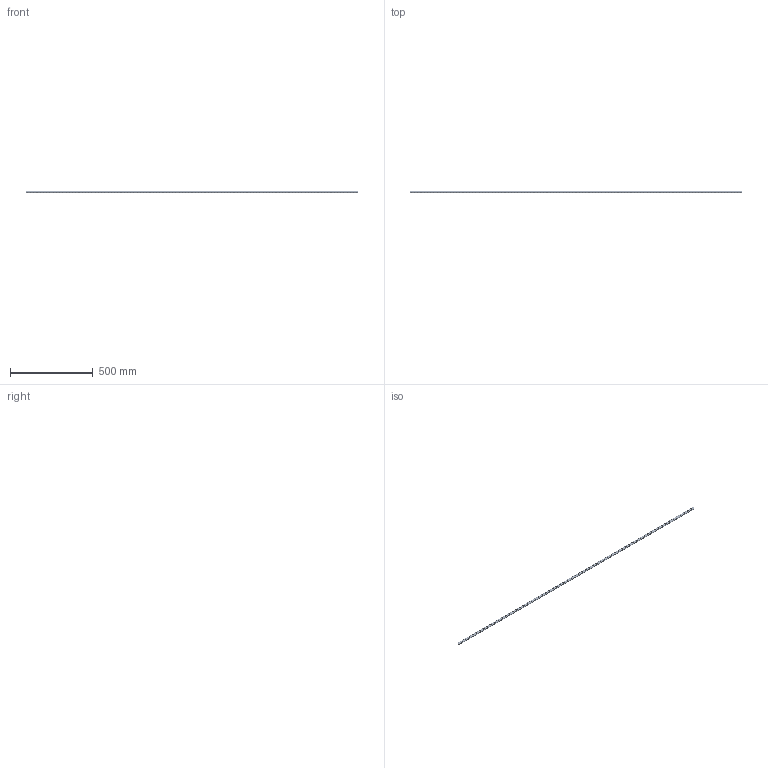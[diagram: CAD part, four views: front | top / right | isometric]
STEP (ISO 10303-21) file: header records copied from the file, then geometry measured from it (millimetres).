
FILE_DESCRIPTION (( 'STEP AP214' ), '1' );
FILE_NAME ('CTG20-16-K04-050 Òðóáà ãîôð. ÏÍÄ d16 ñ çîíäîì îðàíæåâàÿ (50 ì) IEK.STEP', '2017-11-17T06:16:23', ( '' ), ( '' ), 'SwSTEP 2.0', 'SolidWorks 2014', '' );
FILE_SCHEMA (( 'AUTOMOTIVE_DESIGN' ));
Length unit declared in the file: millimetre
Products named in the file (1): CTG20-16-K04-050 Òðóáà ãîôð. ÏÍÄ d16 ñ çîíäîì îðàíæåâàÿ (50 ì) IEK
Bounding box: 2000 x 16 x 16 mm (x, y, z)
Volume: 79859.3 mm3; surface area: 319473.3 mm2
Topology: 1 solids, 1 shells, 5226 faces, 10452 edges, 6968 vertices
Faces by surface type: cylinder 3484, plane 1742
Entity records: 196888 total; most frequent: DIRECTION 27874, CARTESIAN_POINT 22647, ORIENTED_EDGE 20904, AXIS2_PLACEMENT_3D 12195, EDGE_CURVE 10452, EDGE_LOOP 6968, VERTEX_POINT 6968, CIRCLE 6968
